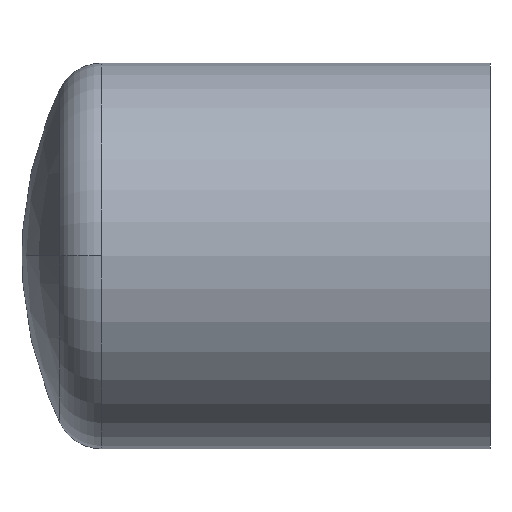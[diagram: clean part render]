
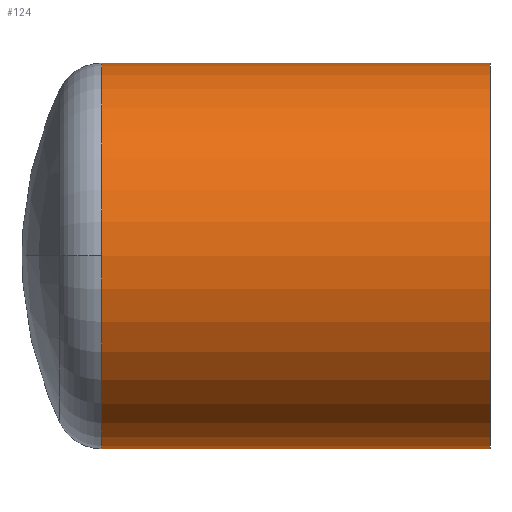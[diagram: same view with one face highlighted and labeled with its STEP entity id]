
A CAD part, top view. The second image highlights one B-rep face of the part: STEP entity #124.
In plain terms, the highlighted cylindrical face has radius 37.5 mm (diameter 75 mm), a partial arc.
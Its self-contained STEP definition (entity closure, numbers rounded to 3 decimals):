
#106 = EDGE_CURVE( '', #108, #154, #244, .T. );
#108 = VERTEX_POINT( '', #246 );
#124 = ADVANCED_FACE( '', ( #265 ), #266, .T. );
#136 = VERTEX_POINT( '', #278 );
#144 = EDGE_CURVE( '', #190, #154, #289, .T. );
#154 = VERTEX_POINT( '', #300 );
#164 = VERTEX_POINT( '', #311 );
#180 = EDGE_CURVE( '', #136, #164, #329, .T. );
#186 = EDGE_CURVE( '', #164, #108, #335, .T. );
#190 = VERTEX_POINT( '', #339 );
#196 = EDGE_CURVE( '', #136, #190, #346, .T. );
#244 = LINE( '', #390, #391 );
#246 = CARTESIAN_POINT( '', ( 0., 37.5, 0. ) );
#265 = FACE_OUTER_BOUND( '', #413, .T. );
#266 = CYLINDRICAL_SURFACE( '', #414, 37.5 );
#278 = CARTESIAN_POINT( '', ( -75.529, -37.5, 0. ) );
#289 = CIRCLE( '', #442, 37.5 );
#300 = CARTESIAN_POINT( '', ( -75.529, 37.5, 0. ) );
#311 = CARTESIAN_POINT( '', ( 0., -37.5, 0. ) );
#329 = LINE( '', #495, #496 );
#335 = CIRCLE( '', #504, 37.5 );
#339 = CARTESIAN_POINT( '', ( -75.529, 0., 37.5 ) );
#346 = CIRCLE( '', #517, 37.5 );
#390 = CARTESIAN_POINT( '', ( -37.765, 37.5, 0. ) );
#391 = VECTOR( '', #558, 1. );
#413 = EDGE_LOOP( '', ( #596, #597, #598, #599, #600 ) );
#414 = AXIS2_PLACEMENT_3D( '', #601, #602, #603 );
#442 = AXIS2_PLACEMENT_3D( '', #631, #632, #633 );
#495 = CARTESIAN_POINT( '', ( -37.765, -37.5, 0. ) );
#496 = VECTOR( '', #688, 1. );
#504 = AXIS2_PLACEMENT_3D( '', #692, #693, #694 );
#517 = AXIS2_PLACEMENT_3D( '', #707, #708, #709 );
#558 = DIRECTION( '', ( -1., 0., 0. ) );
#596 = ORIENTED_EDGE( '', *, *, #106, .T. );
#597 = ORIENTED_EDGE( '', *, *, #144, .F. );
#598 = ORIENTED_EDGE( '', *, *, #196, .F. );
#599 = ORIENTED_EDGE( '', *, *, #180, .T. );
#600 = ORIENTED_EDGE( '', *, *, #186, .T. );
#601 = CARTESIAN_POINT( '', ( -37.765, 0., 0. ) );
#602 = DIRECTION( '', ( 1., 0., 0. ) );
#603 = DIRECTION( '', ( 0., 1., 0. ) );
#631 = CARTESIAN_POINT( '', ( -75.529, 0., 0. ) );
#632 = DIRECTION( '', ( -1., 0., 0. ) );
#633 = DIRECTION( '', ( 0., 1., 0. ) );
#688 = DIRECTION( '', ( 1., 0., 0. ) );
#692 = CARTESIAN_POINT( '', ( 0., 0., 0. ) );
#693 = DIRECTION( '', ( -1., 0., 0. ) );
#694 = DIRECTION( '', ( 0., 1., 0. ) );
#707 = CARTESIAN_POINT( '', ( -75.529, 0., 0. ) );
#708 = DIRECTION( '', ( -1., 0., 0. ) );
#709 = DIRECTION( '', ( 0., 1., 0. ) );
